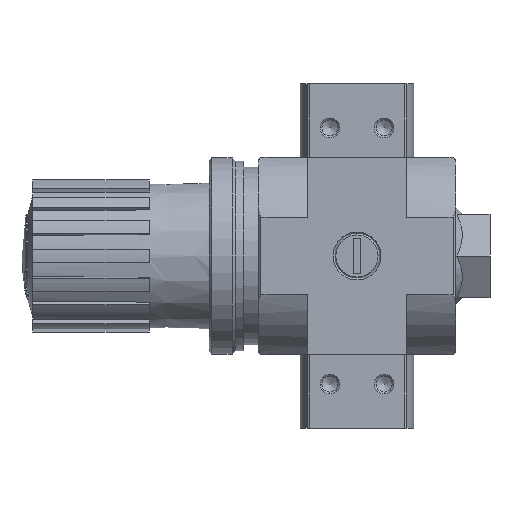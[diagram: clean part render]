
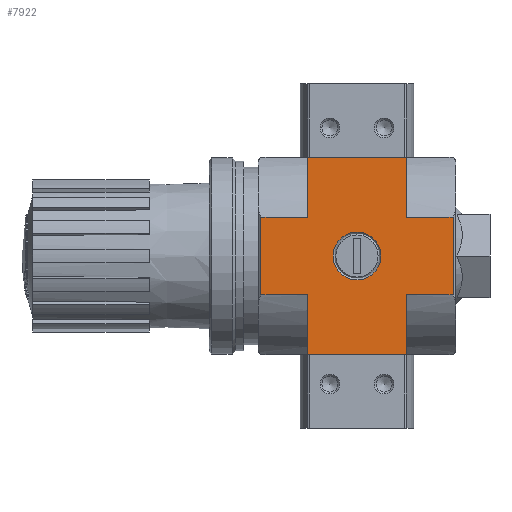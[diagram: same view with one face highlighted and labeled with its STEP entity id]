
A CAD part, left-side view. The second image highlights one B-rep face of the part: STEP entity #7922.
In plain terms, the highlighted face is planar.
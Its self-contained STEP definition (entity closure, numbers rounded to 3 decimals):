
#193=PLANE('',#8403);
#400=LINE('',#11250,#786);
#410=LINE('',#11292,#796);
#428=LINE('',#11331,#814);
#429=LINE('',#11334,#815);
#430=LINE('',#11336,#816);
#431=LINE('',#11338,#817);
#432=LINE('',#11339,#818);
#433=LINE('',#11341,#819);
#434=LINE('',#11343,#820);
#435=LINE('',#11345,#821);
#436=LINE('',#11347,#822);
#437=LINE('',#11348,#823);
#786=VECTOR('',#9301,1000.);
#796=VECTOR('',#9341,1000.);
#814=VECTOR('',#9367,1000.);
#815=VECTOR('',#9368,1000.);
#816=VECTOR('',#9369,1000.);
#817=VECTOR('',#9370,1000.);
#818=VECTOR('',#9371,1000.);
#819=VECTOR('',#9372,1000.);
#820=VECTOR('',#9373,1000.);
#821=VECTOR('',#9374,1000.);
#822=VECTOR('',#9375,1000.);
#823=VECTOR('',#9376,1000.);
#1385=ORIENTED_EDGE('',*,*,#2963,.F.);
#1386=ORIENTED_EDGE('',*,*,#2964,.T.);
#1387=ORIENTED_EDGE('',*,*,#2965,.F.);
#1388=ORIENTED_EDGE('',*,*,#2966,.T.);
#1389=ORIENTED_EDGE('',*,*,#2967,.F.);
#1390=ORIENTED_EDGE('',*,*,#2944,.F.);
#1391=ORIENTED_EDGE('',*,*,#2968,.T.);
#1392=ORIENTED_EDGE('',*,*,#2969,.F.);
#1393=ORIENTED_EDGE('',*,*,#2970,.T.);
#1394=ORIENTED_EDGE('',*,*,#2971,.F.);
#1395=ORIENTED_EDGE('',*,*,#2972,.T.);
#1396=ORIENTED_EDGE('',*,*,#2923,.F.);
#1397=ORIENTED_EDGE('',*,*,#2973,.F.);
#2923=EDGE_CURVE('',#3699,#3700,#400,.T.);
#2944=EDGE_CURVE('',#3716,#3717,#410,.T.);
#2963=EDGE_CURVE('',#3733,#3733,#4270,.T.);
#2964=EDGE_CURVE('',#3734,#3735,#428,.F.);
#2965=EDGE_CURVE('',#3736,#3735,#429,.T.);
#2966=EDGE_CURVE('',#3736,#3737,#430,.T.);
#2967=EDGE_CURVE('',#3717,#3737,#431,.T.);
#2968=EDGE_CURVE('',#3716,#3738,#432,.T.);
#2969=EDGE_CURVE('',#3739,#3738,#433,.T.);
#2970=EDGE_CURVE('',#3739,#3740,#434,.T.);
#2971=EDGE_CURVE('',#3741,#3740,#435,.F.);
#2972=EDGE_CURVE('',#3741,#3700,#436,.T.);
#2973=EDGE_CURVE('',#3734,#3699,#437,.T.);
#3699=VERTEX_POINT('',#11249);
#3700=VERTEX_POINT('',#11251);
#3716=VERTEX_POINT('',#11291);
#3717=VERTEX_POINT('',#11293);
#3733=VERTEX_POINT('',#11330);
#3734=VERTEX_POINT('',#11332);
#3735=VERTEX_POINT('',#11333);
#3736=VERTEX_POINT('',#11335);
#3737=VERTEX_POINT('',#11337);
#3738=VERTEX_POINT('',#11340);
#3739=VERTEX_POINT('',#11342);
#3740=VERTEX_POINT('',#11344);
#3741=VERTEX_POINT('',#11346);
#4270=CIRCLE('',#8404,4.864);
#4605=EDGE_LOOP('',(#1385));
#4606=EDGE_LOOP('',(#1386,#1387,#1388,#1389,#1390,#1391,#1392,#1393,#1394,
#1395,#1396,#1397));
#5105=FACE_BOUND('',#4605,.T.);
#5106=FACE_BOUND('',#4606,.T.);
#7922=ADVANCED_FACE('',(#5105,#5106),#193,.F.);
#8403=AXIS2_PLACEMENT_3D('',#11328,#9363,#9364);
#8404=AXIS2_PLACEMENT_3D('',#11329,#9365,#9366);
#9301=DIRECTION('',(0.,-1.,0.));
#9341=DIRECTION('',(0.,1.,0.));
#9363=DIRECTION('',(0.,0.,1.));
#9364=DIRECTION('',(1.,0.,0.));
#9365=DIRECTION('',(0.,0.,-1.));
#9366=DIRECTION('',(-1.,0.,0.));
#9367=DIRECTION('',(0.,-1.,0.));
#9368=DIRECTION('',(-1.,0.,0.));
#9369=DIRECTION('',(0.,-1.,0.));
#9370=DIRECTION('',(-1.,0.,0.));
#9371=DIRECTION('',(-1.,0.,0.));
#9372=DIRECTION('',(0.,1.,0.));
#9373=DIRECTION('',(-1.,0.,0.));
#9374=DIRECTION('',(0.,1.,0.));
#9375=DIRECTION('',(-1.,0.,0.));
#9376=DIRECTION('',(-1.,0.,0.));
#11249=CARTESIAN_POINT('',(-20.,10.,-20.));
#11250=CARTESIAN_POINT('',(-20.,19.5,-20.));
#11251=CARTESIAN_POINT('',(-20.,-10.,-20.));
#11291=CARTESIAN_POINT('',(20.,-10.,-20.));
#11292=CARTESIAN_POINT('',(20.,-19.5,-20.));
#11293=CARTESIAN_POINT('',(20.,10.,-20.));
#11328=CARTESIAN_POINT('',(0.,0.,-20.));
#11329=CARTESIAN_POINT('',(0.,0.,-20.));
#11330=CARTESIAN_POINT('',(-4.864,0.,-20.));
#11331=CARTESIAN_POINT('',(-7.89,20.,-20.));
#11332=CARTESIAN_POINT('',(-7.89,10.,-20.));
#11333=CARTESIAN_POINT('',(-7.89,19.5,-20.));
#11334=CARTESIAN_POINT('',(20.,19.5,-20.));
#11335=CARTESIAN_POINT('',(7.89,19.5,-20.));
#11336=CARTESIAN_POINT('',(7.89,20.,-20.));
#11337=CARTESIAN_POINT('',(7.89,10.,-20.));
#11338=CARTESIAN_POINT('',(0.,10.,-20.));
#11339=CARTESIAN_POINT('',(0.,-10.,-20.));
#11340=CARTESIAN_POINT('',(7.89,-10.,-20.));
#11341=CARTESIAN_POINT('',(7.89,-20.,-20.));
#11342=CARTESIAN_POINT('',(7.89,-19.5,-20.));
#11343=CARTESIAN_POINT('',(20.,-19.5,-20.));
#11344=CARTESIAN_POINT('',(-7.89,-19.5,-20.));
#11345=CARTESIAN_POINT('',(-7.89,-20.,-20.));
#11346=CARTESIAN_POINT('',(-7.89,-10.,-20.));
#11347=CARTESIAN_POINT('',(0.,-10.,-20.));
#11348=CARTESIAN_POINT('',(0.,10.,-20.));
